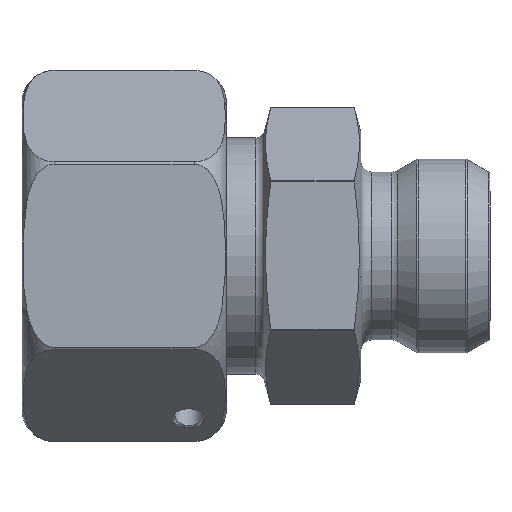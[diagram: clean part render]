
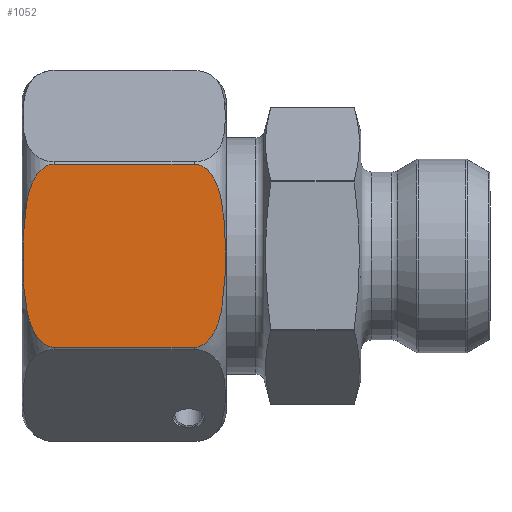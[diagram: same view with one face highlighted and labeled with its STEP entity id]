
A CAD part, top view. The second image highlights one B-rep face of the part: STEP entity #1052.
In plain terms, the highlighted face is planar.
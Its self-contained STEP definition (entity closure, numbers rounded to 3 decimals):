
#798=PLANE('',#5273);
#1052=ADVANCED_FACE('',(#1302),#798,.F.);
#1302=FACE_OUTER_BOUND('',#1627,.T.);
#1627=EDGE_LOOP('',(#2651,#2652,#2653,#2654));
#2047=B_SPLINE_CURVE_WITH_KNOTS('',3,(#7794,#7795,#7796,#7797,#7798,#7799,
#7800,#7801,#7802,#7803,#7804,#7805,#7806,#7807),.UNSPECIFIED.,.F.,.F.,
(4,2,2,2,2,2,4),(0.,0.125,0.25,0.5,0.75,0.875,1.),.UNSPECIFIED.);
#2055=B_SPLINE_CURVE_WITH_KNOTS('',3,(#7960,#7961,#7962,#7963,#7964,#7965,
#7966,#7967,#7968,#7969,#7970,#7971,#7972,#7973),.UNSPECIFIED.,.F.,.F.,
(4,2,2,2,2,2,4),(0.,0.125,0.25,0.5,0.75,0.875,1.),.UNSPECIFIED.);
#2651=ORIENTED_EDGE('',*,*,#4336,.T.);
#2652=ORIENTED_EDGE('',*,*,#4315,.T.);
#2653=ORIENTED_EDGE('',*,*,#4338,.T.);
#2654=ORIENTED_EDGE('',*,*,#4345,.T.);
#3838=VERTEX_POINT('',#7793);
#3839=VERTEX_POINT('',#7808);
#3855=VERTEX_POINT('',#7891);
#3856=VERTEX_POINT('',#7895);
#4315=EDGE_CURVE('',#3839,#3838,#2047,.T.);
#4336=EDGE_CURVE('',#3855,#3839,#4747,.T.);
#4338=EDGE_CURVE('',#3838,#3856,#4748,.T.);
#4345=EDGE_CURVE('',#3856,#3855,#2055,.T.);
#4747=LINE('',#7890,#4949);
#4748=LINE('',#7894,#4950);
#4949=VECTOR('',#5711,1.);
#4950=VECTOR('',#5716,1.);
#5273=AXIS2_PLACEMENT_3D('',#8036,#5762,#5763);
#5711=DIRECTION('',(-1.,0.,0.));
#5716=DIRECTION('',(1.,0.,0.));
#5762=DIRECTION('',(0.,-0.5,-0.866));
#5763=DIRECTION('',(0.,0.866,-0.5));
#7793=CARTESIAN_POINT('',(3.,0.123,17.25));
#7794=CARTESIAN_POINT('',(3.,14.877,8.731));
#7795=CARTESIAN_POINT('',(2.173,14.877,8.731));
#7796=CARTESIAN_POINT('',(1.522,14.278,9.077));
#7797=CARTESIAN_POINT('',(0.752,13.044,9.79));
#7798=CARTESIAN_POINT('',(0.543,12.351,10.19));
#7799=CARTESIAN_POINT('',(0.124,10.296,11.376));
#7800=CARTESIAN_POINT('',(0.095,8.89,12.188));
#7801=CARTESIAN_POINT('',(0.096,6.095,13.802));
#7802=CARTESIAN_POINT('',(0.125,4.685,14.616));
#7803=CARTESIAN_POINT('',(0.549,2.627,15.804));
#7804=CARTESIAN_POINT('',(0.757,1.942,16.2));
#7805=CARTESIAN_POINT('',(1.534,0.709,16.911));
#7806=CARTESIAN_POINT('',(2.18,0.123,17.25));
#7807=CARTESIAN_POINT('',(3.,0.123,17.25));
#7808=CARTESIAN_POINT('',(3.,14.877,8.731));
#7890=CARTESIAN_POINT('',(0.,14.877,8.731));
#7891=CARTESIAN_POINT('',(16.,14.877,8.731));
#7894=CARTESIAN_POINT('',(0.,0.123,17.25));
#7895=CARTESIAN_POINT('',(16.,0.123,17.25));
#7960=CARTESIAN_POINT('',(16.,0.123,17.25));
#7961=CARTESIAN_POINT('',(16.827,0.123,17.25));
#7962=CARTESIAN_POINT('',(17.478,0.722,16.904));
#7963=CARTESIAN_POINT('',(18.248,1.956,16.191));
#7964=CARTESIAN_POINT('',(18.457,2.649,15.791));
#7965=CARTESIAN_POINT('',(18.876,4.704,14.604));
#7966=CARTESIAN_POINT('',(18.905,6.11,13.793));
#7967=CARTESIAN_POINT('',(18.904,8.905,12.179));
#7968=CARTESIAN_POINT('',(18.875,10.315,11.365));
#7969=CARTESIAN_POINT('',(18.451,12.373,10.177));
#7970=CARTESIAN_POINT('',(18.243,13.058,9.781));
#7971=CARTESIAN_POINT('',(17.466,14.291,9.07));
#7972=CARTESIAN_POINT('',(16.82,14.877,8.731));
#7973=CARTESIAN_POINT('',(16.,14.877,8.731));
#8036=CARTESIAN_POINT('',(25.,15.,8.66));
